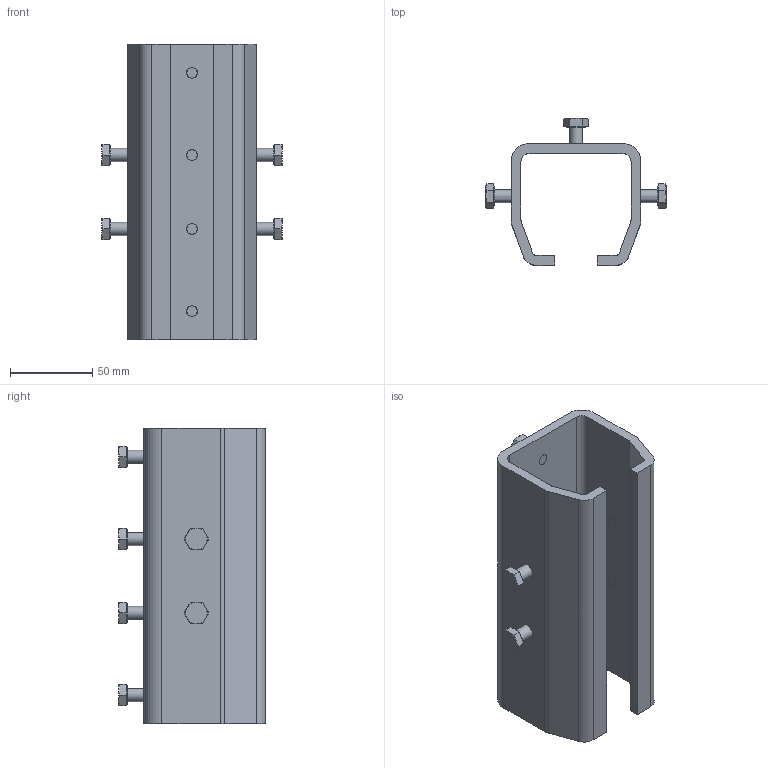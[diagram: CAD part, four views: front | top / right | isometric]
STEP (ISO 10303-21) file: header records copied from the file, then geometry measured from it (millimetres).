
FILE_DESCRIPTION(/* description */ ('Manchon de Raccordement InoxA2'),/* implementation_level */ '2;1');
FILE_NAME(/* name */ '9051MXA2.stp',/* time_stamp */ '2019-08-23T08:56:55+02:00',/* author */ ('lionel'),/* organization */ (''),/* preprocessor_version */ 'ST-DEVELOPER v17.2',/* originating_system */ 'Autodesk Inventor 2019',/* authorisation */ '');
FILE_SCHEMA (('AUTOMOTIVE_DESIGN { 1 0 10303 214 3 1 1 }'));
Length unit declared in the file: millimetre
Products named in the file (3): 9051MXA2; 22238; 04023
Assembly tree (9 placements, depth 2):
  9051MXA2
    22238
    04023  x8
Bounding box: 109.6 x 89.3 x 180 mm (x, y, z)
Volume: 262591.9 mm3; surface area: 96643.5 mm2
Topology: 9 solids, 9 shells, 190 faces, 450 edges, 294 vertices
Faces by surface type: plane 98, cone 56, cylinder 36
Full cylindrical faces by diameter (mm): 6.647 x8, 8 x8, 11.63 x8
Entity records: 2025 total; most frequent: CARTESIAN_POINT 354, DIRECTION 343, ORIENTED_EDGE 312, EDGE_CURVE 156, AXIS2_PLACEMENT_3D 130, VERTEX_POINT 105, LINE 83, VECTOR 83
